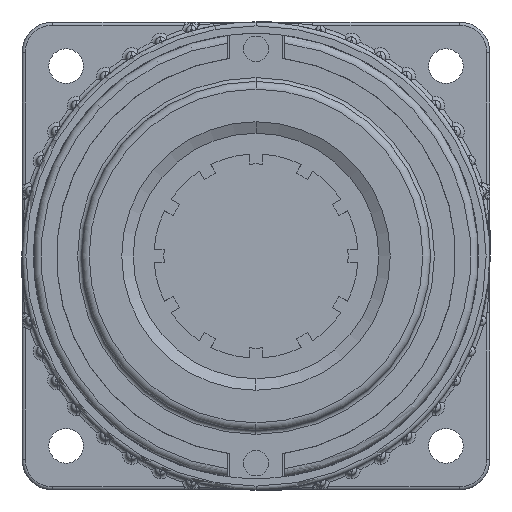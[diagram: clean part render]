
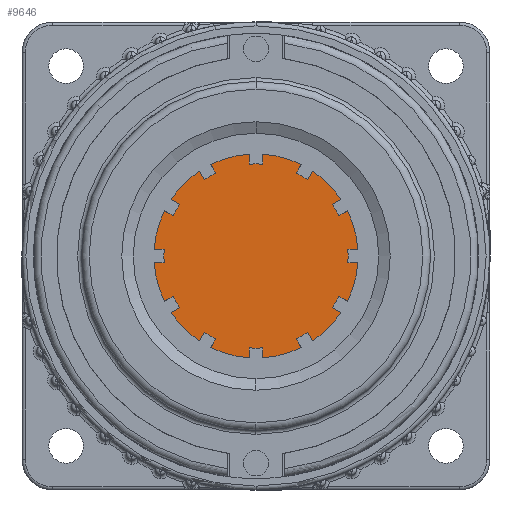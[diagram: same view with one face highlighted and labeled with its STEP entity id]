
A CAD part, front view. The second image highlights one B-rep face of the part: STEP entity #9646.
In plain terms, the highlighted planar face has unit normal (0, -1, 0).
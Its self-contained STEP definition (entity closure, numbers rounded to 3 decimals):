
#1581 = ORIENTED_EDGE ( 'NONE', *, *, #13931, .T. ) ;
#2567 = EDGE_CURVE ( 'NONE', #2853, #15179, #10263, .T. ) ;
#2818 = CARTESIAN_POINT ( 'NONE',  ( 0., -66.7, 0. ) ) ;
#2853 = VERTEX_POINT ( 'NONE', #7286 ) ;
#3850 = CARTESIAN_POINT ( 'NONE',  ( 0., -66.7, 0. ) ) ;
#4124 = DIRECTION ( 'NONE',  ( 0., -1., 0. ) ) ;
#5132 = DIRECTION ( 'NONE',  ( 0., 0., -1. ) ) ;
#5372 = DIRECTION ( 'NONE',  ( 0., 0., -1. ) ) ;
#6882 = AXIS2_PLACEMENT_3D ( 'NONE', #3850, #12837, #5132 ) ;
#7286 = CARTESIAN_POINT ( 'NONE',  ( 0., -66.7, -21. ) ) ;
#7539 = CARTESIAN_POINT ( 'NONE',  ( 0., -66.7, 21. ) ) ;
#9646 = ADVANCED_FACE ( 'NONE', ( #9934 ), #14354, .T. ) ;
#9934 = FACE_OUTER_BOUND ( 'NONE', #16115, .T. ) ;
#10221 = CIRCLE ( 'NONE', #6882, 21. ) ;
#10263 = CIRCLE ( 'NONE', #13901, 21. ) ;
#11780 = CARTESIAN_POINT ( 'NONE',  ( 0., -66.7, 0. ) ) ;
#12644 = AXIS2_PLACEMENT_3D ( 'NONE', #2818, #13100, #5372 ) ;
#12837 = DIRECTION ( 'NONE',  ( 0., -1., 0. ) ) ;
#13007 = ORIENTED_EDGE ( 'NONE', *, *, #2567, .T. ) ;
#13100 = DIRECTION ( 'NONE',  ( 0., -1., 0. ) ) ;
#13119 = DIRECTION ( 'NONE',  ( 0., 0., -1. ) ) ;
#13901 = AXIS2_PLACEMENT_3D ( 'NONE', #11780, #4124, #13119 ) ;
#13931 = EDGE_CURVE ( 'NONE', #15179, #2853, #10221, .T. ) ;
#14354 = PLANE ( 'NONE',  #12644 ) ;
#15179 = VERTEX_POINT ( 'NONE', #7539 ) ;
#16115 = EDGE_LOOP ( 'NONE', ( #13007, #1581 ) ) ;
